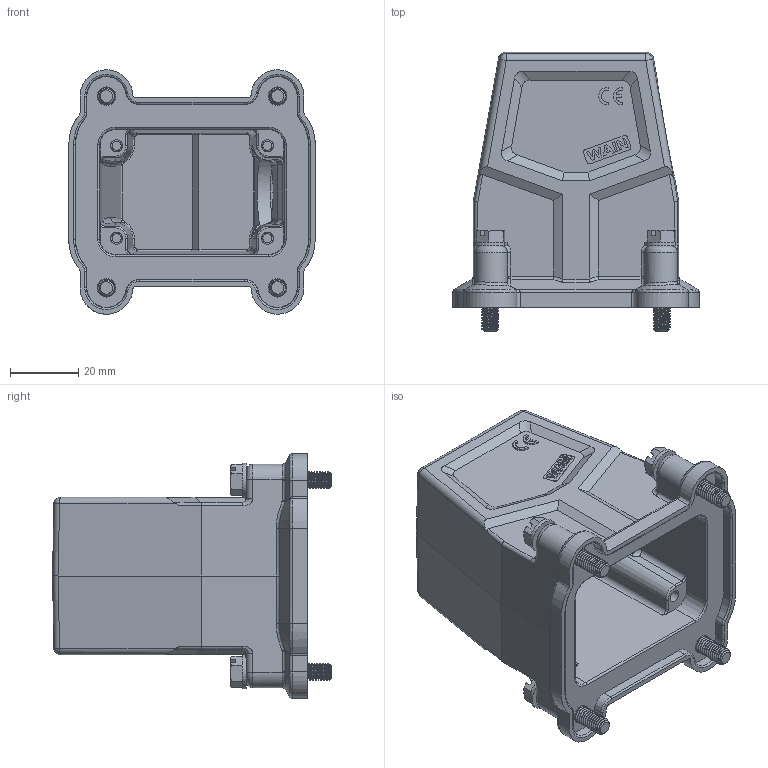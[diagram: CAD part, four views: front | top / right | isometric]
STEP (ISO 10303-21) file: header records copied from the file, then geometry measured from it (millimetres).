
FILE_DESCRIPTION(/* description */ (''),/* implementation_level */ '2;1');
FILE_NAME(/* name */ '3D_1112065305005_EMC.W6B-SEH-4S-PG29_V1.0_stp.stp',/* time_stamp */ '2024-03-21T15:54:56+08:00',/* author */ (''),/* organization */ (''),/* preprocessor_version */ 'ST-DEVELOPER v18.1',/* originating_system */ 'SIEMENS PLM Software NX 1980',/* authorisation */ '');
FILE_SCHEMA (('AUTOMOTIVE_DESIGN { 1 0 10303 214 3 1 1 1 }'));
Products named in the file (1): 3D_1112065305005_EMC.W6B-SEH-4S-PG29_V1.0_stp
Bounding box: 72 x 81.44 x 71.4 mm (x, y, z)
Volume: 76591.6 mm3; surface area: 38177.5 mm2
Topology: 9 solids, 9 shells, 850 faces, 2126 edges, 1322 vertices
Faces by surface type: cylinder 299, plane 276, bspline 91, cone 86, torus 82, sphere 16
Full cylindrical faces by diameter (mm): 26.7 x1
Entity records: 42358 total; most frequent: CARTESIAN_POINT 23766, ORIENTED_EDGE 4246, DIRECTION 3184, EDGE_CURVE 2123, VERTEX_POINT 1320, AXIS2_PLACEMENT_3D 1137, LINE 910, VECTOR 910
